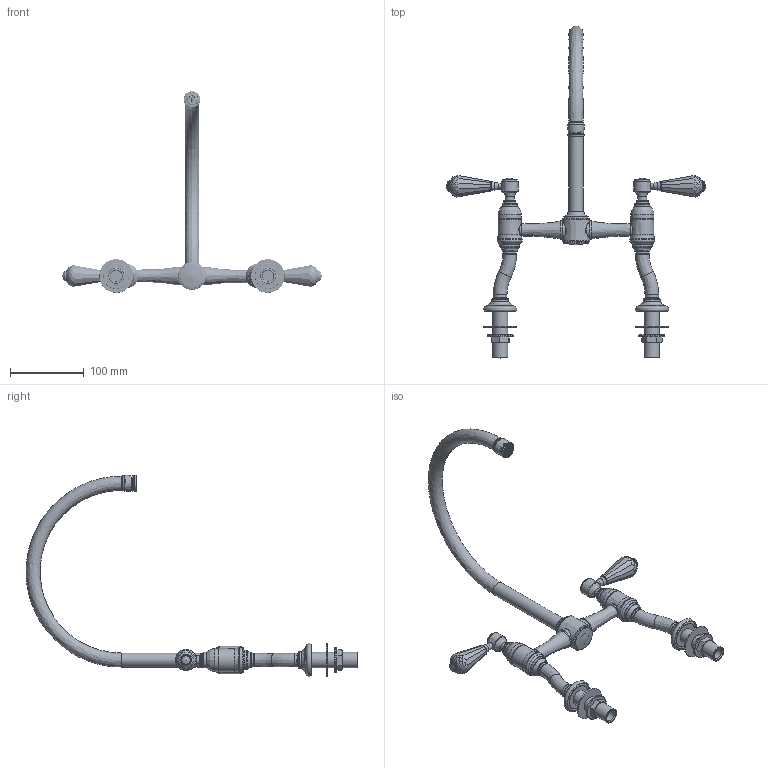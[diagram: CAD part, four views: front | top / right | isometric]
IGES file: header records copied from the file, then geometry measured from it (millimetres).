
Global section: file name: V2K13SB SC; native system: Autodesk Inventor 2018; preprocessor: unknown; author: adaniels; date: 20180228.141742; units: millimetre
Bounding box: 352.24 x 450.73 x 273.92 mm (x, y, z)
Volume: 317143 mm3; surface area: 228617.4 mm2
Topology: 75 solids, 75 shells, 3201 faces, 8346 edges, 5427 vertices
Faces by surface type: bspline 3201
